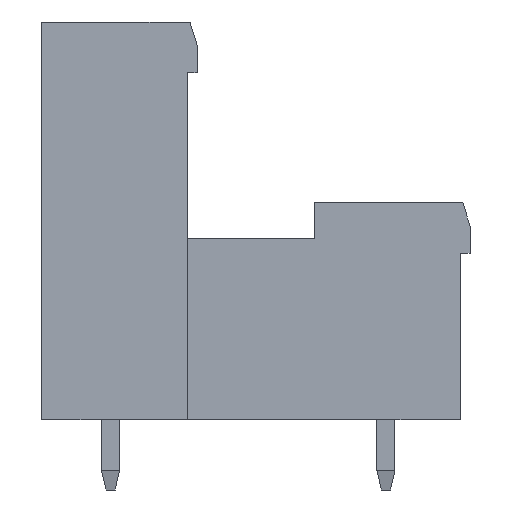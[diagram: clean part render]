
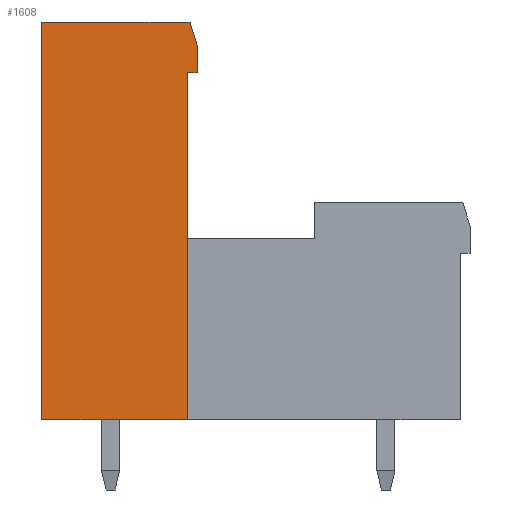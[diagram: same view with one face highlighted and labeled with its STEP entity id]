
A CAD part, left-side view. The second image highlights one B-rep face of the part: STEP entity #1608.
In plain terms, the highlighted planar face has unit normal (-1, 0, 0).
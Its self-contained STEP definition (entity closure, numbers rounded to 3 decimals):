
#1608 = ADVANCED_FACE( '', ( #3472 ), #3473, .T. );
#3472 = FACE_OUTER_BOUND( '', #5662, .T. );
#3473 = PLANE( '', #5663 );
#5662 = EDGE_LOOP( '', ( #9860, #9861, #9862, #9863, #9864, #9865, #9866 ) );
#5663 = AXIS2_PLACEMENT_3D( '', #9867, #9868, #9869 );
#9860 = ORIENTED_EDGE( '', *, *, #14505, .F. );
#9861 = ORIENTED_EDGE( '', *, *, #15123, .T. );
#9862 = ORIENTED_EDGE( '', *, *, #15124, .T. );
#9863 = ORIENTED_EDGE( '', *, *, #14791, .T. );
#9864 = ORIENTED_EDGE( '', *, *, #15125, .F. );
#9865 = ORIENTED_EDGE( '', *, *, #15126, .T. );
#9866 = ORIENTED_EDGE( '', *, *, #13643, .T. );
#9867 = CARTESIAN_POINT( '', ( -25.4, -4.3, 11. ) );
#9868 = DIRECTION( '', ( -1., 0., 0. ) );
#9869 = DIRECTION( '', ( 0., 0., 1. ) );
#13643 = EDGE_CURVE( '', #16436, #16433, #16437, .T. );
#14505 = EDGE_CURVE( '', #17886, #16433, #17888, .T. );
#14791 = EDGE_CURVE( '', #18339, #18337, #18340, .T. );
#15123 = EDGE_CURVE( '', #17886, #18838, #18839, .T. );
#15124 = EDGE_CURVE( '', #18838, #18339, #18840, .T. );
#15125 = EDGE_CURVE( '', #18841, #18337, #18842, .T. );
#15126 = EDGE_CURVE( '', #18841, #16436, #18843, .T. );
#16433 = VERTEX_POINT( '', #20499 );
#16436 = VERTEX_POINT( '', #20503 );
#16437 = LINE( '', #20504, #20505 );
#17886 = VERTEX_POINT( '', #22619 );
#17888 = LINE( '', #22622, #22623 );
#18337 = VERTEX_POINT( '', #23316 );
#18339 = VERTEX_POINT( '', #23319 );
#18340 = LINE( '', #23320, #23321 );
#18838 = VERTEX_POINT( '', #24094 );
#18839 = LINE( '', #24095, #24096 );
#18840 = LINE( '', #24097, #24098 );
#18841 = VERTEX_POINT( '', #24099 );
#18842 = LINE( '', #24100, #24101 );
#18843 = LINE( '', #24102, #24103 );
#20499 = CARTESIAN_POINT( '', ( -25.4, -4.3, 8.2 ) );
#20503 = CARTESIAN_POINT( '', ( -25.4, -3.75, 8.2 ) );
#20504 = CARTESIAN_POINT( '', ( -25.4, -3.75, 8.2 ) );
#20505 = VECTOR( '', #26142, 1000. );
#22619 = CARTESIAN_POINT( '', ( -25.4, -4.3, 9.7 ) );
#22622 = CARTESIAN_POINT( '', ( -25.4, -4.3, 11. ) );
#22623 = VECTOR( '', #26974, 1000. );
#23316 = CARTESIAN_POINT( '', ( -25.4, 4.3, -11. ) );
#23319 = CARTESIAN_POINT( '', ( -25.4, 4.3, 11. ) );
#23320 = CARTESIAN_POINT( '', ( -25.4, 4.3, 11. ) );
#23321 = VECTOR( '', #27241, 1000. );
#24094 = CARTESIAN_POINT( '', ( -25.4, -3.9, 11. ) );
#24095 = CARTESIAN_POINT( '', ( -25.4, -3.935, 10.888 ) );
#24096 = VECTOR( '', #27553, 1000. );
#24097 = CARTESIAN_POINT( '', ( -25.4, -4.3, 11. ) );
#24098 = VECTOR( '', #27554, 1000. );
#24099 = CARTESIAN_POINT( '', ( -25.4, -3.75, -11. ) );
#24100 = CARTESIAN_POINT( '', ( -25.4, -4.3, -11. ) );
#24101 = VECTOR( '', #27555, 1000. );
#24102 = CARTESIAN_POINT( '', ( -25.4, -3.75, -1. ) );
#24103 = VECTOR( '', #27556, 1000. );
#26142 = DIRECTION( '', ( 0., -1., 0. ) );
#26974 = DIRECTION( '', ( 0., 0., -1. ) );
#27241 = DIRECTION( '', ( 0., 0., -1. ) );
#27553 = DIRECTION( '', ( 0., 0.294, 0.956 ) );
#27554 = DIRECTION( '', ( 0., 1., 0. ) );
#27555 = DIRECTION( '', ( 0., 1., 0. ) );
#27556 = DIRECTION( '', ( 0., 0., 1. ) );
